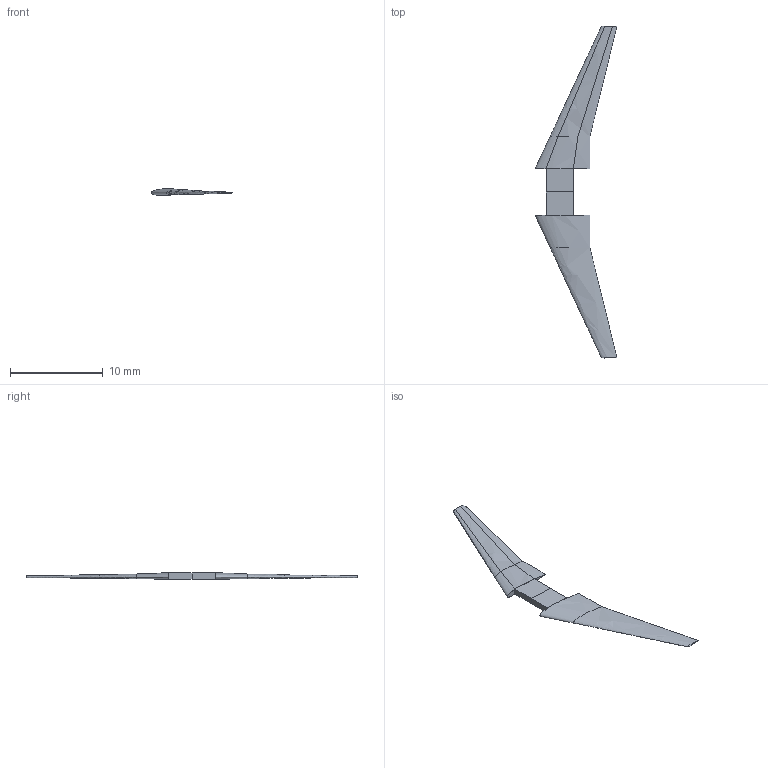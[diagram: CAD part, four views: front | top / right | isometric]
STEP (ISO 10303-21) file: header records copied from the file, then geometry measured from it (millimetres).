
FILE_DESCRIPTION(('Open CASCADE Model'),'2;1');
FILE_NAME('Open CASCADE Shape Model','2024-06-16T11:24:49',('Author'),( 'Open CASCADE'),'ParaPy 1.11.2 - Open CASCADE STEP processor 7.3', 'ParaPy 1.11.2 - Open CASCADE 7.3','Unknown');
FILE_SCHEMA(('AUTOMOTIVE_DESIGN { 1 0 10303 214 1 1 1 1 }'));
Length unit declared in the file: metre
Products named in the file (18): wing_loft_surf_inner; wing_loft_surf_outer; front_spar_inner; frontspar_outer; rearspar_inner; rearspar_outer; root_rib; tip_rib; upperskin_centerpiece_loft; lowerskin_centerpiece_loft; frontspar_surf_centerpiece; rearspar_loft_centerpiece; transform_mirror_wing_inner; transform_mirror_wing_outer; transform_mirror_CP_upperskin; transform_mirror_CP_lowerskin; transform_mirror_CP_frontspar; transform_mirror_CP_rearspar
Bounding box: 8.82 x 35.8 x 0.71 mm (x, y, z)
Surface area: 265.2 mm2 (no closed solid volume)
Topology: 0 solids, 18 shells, 18 faces, 66 edges, 66 vertices
Faces by surface type: bspline 16, plane 2
Entity records: 1969 total; most frequent: CARTESIAN_POINT 833, DIRECTION 70, B_SPLINE_CURVE_WITH_KNOTS 68, ORIENTED_EDGE 66, EDGE_CURVE 66, VERTEX_POINT 66, SURFACE_CURVE 66, PCURVE 66
